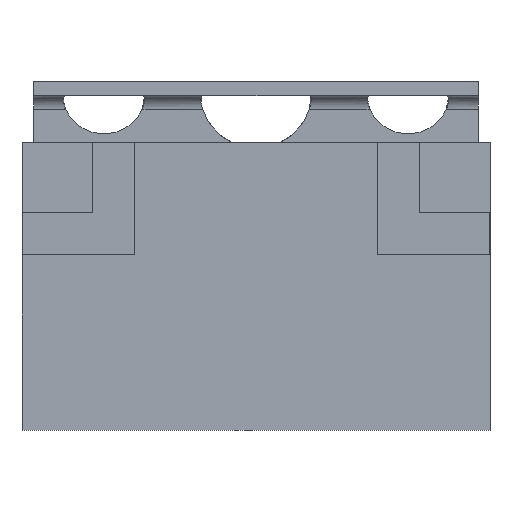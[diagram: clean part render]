
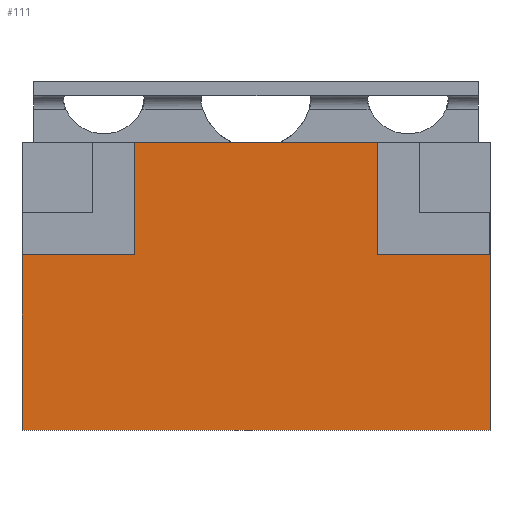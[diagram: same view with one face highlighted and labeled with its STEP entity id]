
A CAD part, left-side view. The second image highlights one B-rep face of the part: STEP entity #111.
In plain terms, the highlighted planar face has unit normal (-1, 0, 0).
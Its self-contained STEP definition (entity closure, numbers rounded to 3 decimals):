
#111=ADVANCED_FACE('',(#3166),#3168,.F.);
#3166=FACE_BOUND('',#3167,.T.);
#3167=EDGE_LOOP('',(#7730,#7731,#7732,#7733,#7734,#7735,#7736,#7737));
#3168=PLANE('',#3169);
#3169=AXIS2_PLACEMENT_3D('',#3170,#3171,#3172);
#3170=CARTESIAN_POINT('',(-2.,-5.,6.15));
#3171=DIRECTION('',(1.,0.,0.));
#3172=DIRECTION('',(0.,0.,-1.));
#7730=ORIENTED_EDGE('',*,*,#9529,.F.);
#7731=ORIENTED_EDGE('',*,*,#9530,.F.);
#7732=ORIENTED_EDGE('',*,*,#9531,.F.);
#7733=ORIENTED_EDGE('',*,*,#9513,.T.);
#7734=ORIENTED_EDGE('',*,*,#9532,.T.);
#7735=ORIENTED_EDGE('',*,*,#9533,.F.);
#7736=ORIENTED_EDGE('',*,*,#9534,.F.);
#7737=ORIENTED_EDGE('',*,*,#9535,.F.);
#9513=EDGE_CURVE('',#10439,#10437,#10440,.T.);
#9529=EDGE_CURVE('',#10468,#10469,#10470,.T.);
#9530=EDGE_CURVE('',#10471,#10468,#10472,.T.);
#9531=EDGE_CURVE('',#10439,#10471,#10473,.T.);
#9532=EDGE_CURVE('',#10437,#10474,#10475,.T.);
#9533=EDGE_CURVE('',#10476,#10474,#10477,.T.);
#9534=EDGE_CURVE('',#10478,#10476,#10479,.T.);
#9535=EDGE_CURVE('',#10469,#10478,#10480,.T.);
#10437=VERTEX_POINT('',#11976);
#10439=VERTEX_POINT('',#11980);
#10440=LINE('',#11981,#11982);
#10468=VERTEX_POINT('',#12041);
#10469=VERTEX_POINT('',#12042);
#10470=LINE('',#12043,#12044);
#10471=VERTEX_POINT('',#12046);
#10472=LINE('',#12047,#12048);
#10473=LINE('',#12050,#12051);
#10474=VERTEX_POINT('',#12053);
#10475=LINE('',#12054,#12055);
#10476=VERTEX_POINT('',#12057);
#10477=LINE('',#12058,#12059);
#10478=VERTEX_POINT('',#12061);
#10479=LINE('',#12062,#12063);
#10480=LINE('',#12065,#12066);
#11976=CARTESIAN_POINT('',(-2.,5.,0.));
#11980=CARTESIAN_POINT('',(-2.,5.,3.75));
#11981=CARTESIAN_POINT('',(-2.,5.,3.75));
#11982=VECTOR('',#11983,1.);
#11983=DIRECTION('',(0.,0.,-1.));
#12041=CARTESIAN_POINT('',(-2.,2.6,6.15));
#12042=CARTESIAN_POINT('',(-2.,-2.6,6.15));
#12043=CARTESIAN_POINT('',(-2.,2.6,6.15));
#12044=VECTOR('',#12045,1.);
#12045=DIRECTION('',(0.,-1.,0.));
#12046=CARTESIAN_POINT('',(-2.,2.6,3.75));
#12047=CARTESIAN_POINT('',(-2.,2.6,3.75));
#12048=VECTOR('',#12049,1.);
#12049=DIRECTION('',(0.,0.,1.));
#12050=CARTESIAN_POINT('',(-2.,5.,3.75));
#12051=VECTOR('',#12052,1.);
#12052=DIRECTION('',(0.,-1.,0.));
#12053=CARTESIAN_POINT('',(-2.,-5.,0.));
#12054=CARTESIAN_POINT('',(-2.,5.,0.));
#12055=VECTOR('',#12056,1.);
#12056=DIRECTION('',(0.,-1.,0.));
#12057=CARTESIAN_POINT('',(-2.,-5.,3.75));
#12058=CARTESIAN_POINT('',(-2.,-5.,3.75));
#12059=VECTOR('',#12060,1.);
#12060=DIRECTION('',(0.,0.,-1.));
#12061=CARTESIAN_POINT('',(-2.,-2.6,3.75));
#12062=CARTESIAN_POINT('',(-2.,-2.6,3.75));
#12063=VECTOR('',#12064,1.);
#12064=DIRECTION('',(0.,-1.,0.));
#12065=CARTESIAN_POINT('',(-2.,-2.6,6.15));
#12066=VECTOR('',#12067,1.);
#12067=DIRECTION('',(0.,0.,-1.));
